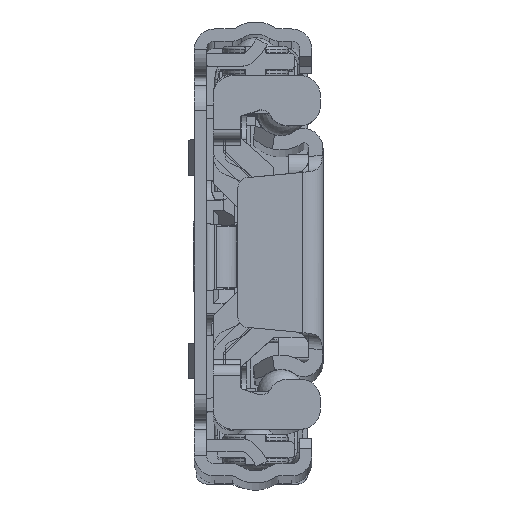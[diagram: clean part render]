
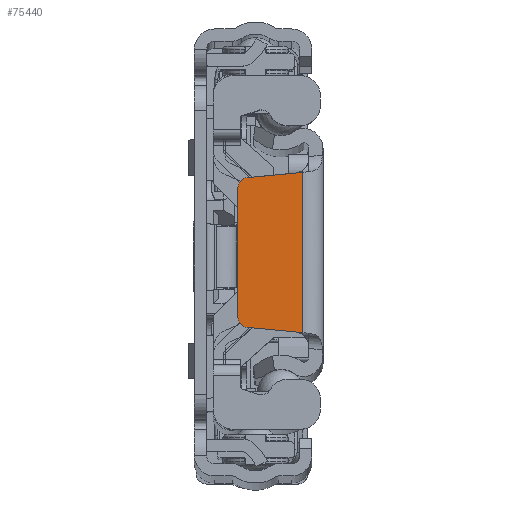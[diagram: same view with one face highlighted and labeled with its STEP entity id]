
A CAD part, top view. The second image highlights one B-rep face of the part: STEP entity #75440.
In plain terms, the highlighted face is planar.
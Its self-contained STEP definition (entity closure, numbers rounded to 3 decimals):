
#101 = CARTESIAN_POINT ( 'NONE',  ( -2., -7.91, 0. ) ) ;
#733 = LINE ( 'NONE', #101, #21291 ) ;
#1554 = DIRECTION ( 'NONE',  ( 0., 0., 1. ) ) ;
#3073 = VERTEX_POINT ( 'NONE', #19478 ) ;
#3527 = VERTEX_POINT ( 'NONE', #24846 ) ;
#4817 = DIRECTION ( 'NONE',  ( 1., 0., 0. ) ) ;
#6141 = ORIENTED_EDGE ( 'NONE', *, *, #53955, .T. ) ;
#8005 = DIRECTION ( 'NONE',  ( -0.995, -0.095, 0. ) ) ;
#8715 = PLANE ( 'NONE',  #81515 ) ;
#8730 = CARTESIAN_POINT ( 'NONE',  ( -2.758, 7.837, 0. ) ) ;
#10456 = CARTESIAN_POINT ( 'NONE',  ( -7.495, 7.386, 0. ) ) ;
#10880 = EDGE_CURVE ( 'NONE', #3073, #28012, #51878, .T. ) ;
#11052 = AXIS2_PLACEMENT_3D ( 'NONE', #41181, #21520, #73413 ) ;
#11562 = DIRECTION ( 'NONE',  ( 0., 1., 0. ) ) ;
#14232 = ORIENTED_EDGE ( 'NONE', *, *, #71737, .T. ) ;
#14535 = VECTOR ( 'NONE', #67372, 1000. ) ;
#15019 = CARTESIAN_POINT ( 'NONE',  ( -4.143, -13.87, 0. ) ) ;
#16361 = LINE ( 'NONE', #17896, #74078 ) ;
#16530 = ORIENTED_EDGE ( 'NONE', *, *, #27307, .T. ) ;
#17896 = CARTESIAN_POINT ( 'NONE',  ( -2., -13.87, 0. ) ) ;
#19423 = EDGE_CURVE ( 'NONE', #22835, #55380, #31466, .T. ) ;
#19478 = CARTESIAN_POINT ( 'NONE',  ( -2., 7.91, 0. ) ) ;
#20255 = FACE_OUTER_BOUND ( 'NONE', #80843, .T. ) ;
#20562 = ORIENTED_EDGE ( 'NONE', *, *, #20744, .T. ) ;
#20744 = EDGE_CURVE ( 'NONE', #3073, #80603, #16361, .T. ) ;
#21291 = VECTOR ( 'NONE', #78766, 1000. ) ;
#21520 = DIRECTION ( 'NONE',  ( 0., 0., -1. ) ) ;
#21688 = DIRECTION ( 'NONE',  ( 1., 0., 0. ) ) ;
#22835 = VERTEX_POINT ( 'NONE', #27928 ) ;
#22910 = ORIENTED_EDGE ( 'NONE', *, *, #39366, .F. ) ;
#24846 = CARTESIAN_POINT ( 'NONE',  ( -7.495, -7.386, 0. ) ) ;
#25121 = CARTESIAN_POINT ( 'NONE',  ( -8.4, 7.3, 0. ) ) ;
#27307 = EDGE_CURVE ( 'NONE', #3527, #22835, #71154, .T. ) ;
#27928 = CARTESIAN_POINT ( 'NONE',  ( -8.4, -6.391, 0. ) ) ;
#28012 = VERTEX_POINT ( 'NONE', #8730 ) ;
#31466 = LINE ( 'NONE', #32056, #32534 ) ;
#32056 = CARTESIAN_POINT ( 'NONE',  ( -8.4, 8.1, 0. ) ) ;
#32534 = VECTOR ( 'NONE', #11562, 1000. ) ;
#35269 = VERTEX_POINT ( 'NONE', #10456 ) ;
#36588 = CARTESIAN_POINT ( 'NONE',  ( -7.4, 6.391, 0. ) ) ;
#38157 = DIRECTION ( 'NONE',  ( -0.995, -0.095, 0. ) ) ;
#39366 = EDGE_CURVE ( 'NONE', #3527, #41043, #70241, .T. ) ;
#40904 = CARTESIAN_POINT ( 'NONE',  ( -8.4, -7.3, 0. ) ) ;
#41043 = VERTEX_POINT ( 'NONE', #41318 ) ;
#41181 = CARTESIAN_POINT ( 'NONE',  ( -7.4, -6.391, 0. ) ) ;
#41318 = CARTESIAN_POINT ( 'NONE',  ( -2.758, -7.837, 0. ) ) ;
#42095 = DIRECTION ( 'NONE',  ( 0., 0., -1. ) ) ;
#44544 = ORIENTED_EDGE ( 'NONE', *, *, #10880, .F. ) ;
#45687 = ORIENTED_EDGE ( 'NONE', *, *, #65167, .F. ) ;
#46404 = CARTESIAN_POINT ( 'NONE',  ( -2., 7.91, 0. ) ) ;
#48270 = CIRCLE ( 'NONE', #61834, 1. ) ;
#51878 = LINE ( 'NONE', #46404, #62242 ) ;
#53955 = EDGE_CURVE ( 'NONE', #55380, #35269, #48270, .T. ) ;
#55380 = VERTEX_POINT ( 'NONE', #84464 ) ;
#61834 = AXIS2_PLACEMENT_3D ( 'NONE', #36588, #42095, #4817 ) ;
#62242 = VECTOR ( 'NONE', #8005, 1000. ) ;
#65167 = EDGE_CURVE ( 'NONE', #28012, #35269, #77705, .T. ) ;
#67372 = DIRECTION ( 'NONE',  ( 0.995, -0.095, 0. ) ) ;
#68447 = VECTOR ( 'NONE', #38157, 1000. ) ;
#70241 = LINE ( 'NONE', #40904, #14535 ) ;
#70943 = DIRECTION ( 'NONE',  ( 0., -1., 0. ) ) ;
#71154 = CIRCLE ( 'NONE', #11052, 1. ) ;
#71536 = ORIENTED_EDGE ( 'NONE', *, *, #19423, .T. ) ;
#71737 = EDGE_CURVE ( 'NONE', #80603, #41043, #733, .T. ) ;
#71742 = CARTESIAN_POINT ( 'NONE',  ( -2., -7.91, 0. ) ) ;
#73413 = DIRECTION ( 'NONE',  ( 1., 0., 0. ) ) ;
#74078 = VECTOR ( 'NONE', #70943, 1000. ) ;
#75440 = ADVANCED_FACE ( 'NONE', ( #20255 ), #8715, .F. ) ;
#77705 = LINE ( 'NONE', #25121, #68447 ) ;
#78766 = DIRECTION ( 'NONE',  ( -0.995, 0.095, 0. ) ) ;
#80603 = VERTEX_POINT ( 'NONE', #71742 ) ;
#80843 = EDGE_LOOP ( 'NONE', ( #22910, #16530, #71536, #6141, #45687, #44544, #20562, #14232 ) ) ;
#81515 = AXIS2_PLACEMENT_3D ( 'NONE', #15019, #1554, #21688 ) ;
#84464 = CARTESIAN_POINT ( 'NONE',  ( -8.4, 6.391, 0. ) ) ;
